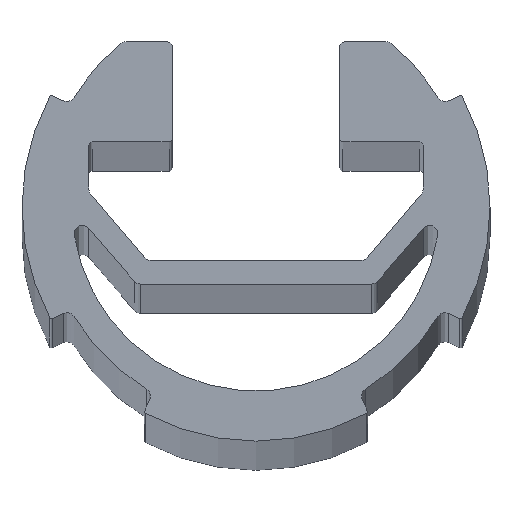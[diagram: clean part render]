
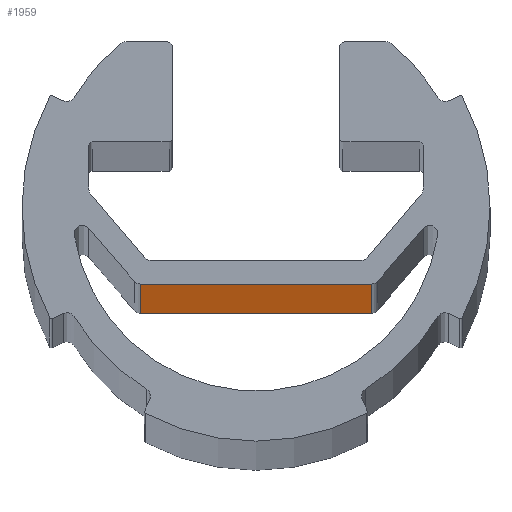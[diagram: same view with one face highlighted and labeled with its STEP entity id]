
A CAD part, top view. The second image highlights one B-rep face of the part: STEP entity #1959.
In plain terms, the highlighted planar face has unit normal (0, -1, 0).
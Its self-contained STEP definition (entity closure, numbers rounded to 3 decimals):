
#548=CARTESIAN_POINT('',(-6.915,-4.6,0.0));
#549=VERTEX_POINT('',#548);
#600=CARTESIAN_POINT('',(6.915,-4.6,0.0));
#601=VERTEX_POINT('',#600);
#609=CARTESIAN_POINT('',(-6.915,-4.6,0.0));
#610=DIRECTION('',(1.0,0.0,0.0));
#611=VECTOR('',#610,13.83);
#612=LINE('',#609,#611);
#613=EDGE_CURVE('',#549,#601,#612,.T.);
#1062=CARTESIAN_POINT('',(-6.915,-4.6,1000.0));
#1063=VERTEX_POINT('',#1062);
#1073=CARTESIAN_POINT('',(6.915,-4.6,1000.0));
#1074=VERTEX_POINT('',#1073);
#1075=CARTESIAN_POINT('',(-6.915,-4.6,1000.0));
#1076=DIRECTION('',(1.0,0.0,0.0));
#1077=VECTOR('',#1076,13.83);
#1078=LINE('',#1075,#1077);
#1079=EDGE_CURVE('',#1063,#1074,#1078,.T.);
#1830=CARTESIAN_POINT('',(-6.915,-4.6,0.0));
#1831=DIRECTION('',(0.0,0.0,1.0));
#1832=VECTOR('',#1831,1000.0);
#1833=LINE('',#1830,#1832);
#1834=EDGE_CURVE('',#549,#1063,#1833,.T.);
#1876=CARTESIAN_POINT('',(6.915,-4.6,1000.0));
#1877=DIRECTION('',(0.0,0.0,-1.0));
#1878=VECTOR('',#1877,1000.0);
#1879=LINE('',#1876,#1878);
#1880=EDGE_CURVE('',#1074,#601,#1879,.T.);
#1948=CARTESIAN_POINT('',(7.146,-4.6,1000.0));
#1949=DIRECTION('',(0.0,-1.0,0.0));
#1950=DIRECTION('',(-1.0,0.0,0.0));
#1951=AXIS2_PLACEMENT_3D('',#1948,#1949,#1950);
#1952=PLANE('',#1951);
#1953=ORIENTED_EDGE('',*,*,#1834,.F.);
#1954=ORIENTED_EDGE('',*,*,#613,.T.);
#1955=ORIENTED_EDGE('',*,*,#1880,.F.);
#1956=ORIENTED_EDGE('',*,*,#1079,.F.);
#1957=EDGE_LOOP('',(#1953,#1954,#1955,#1956));
#1958=FACE_OUTER_BOUND('',#1957,.T.);
#1959=ADVANCED_FACE('',(#1958),#1952,.T.);
